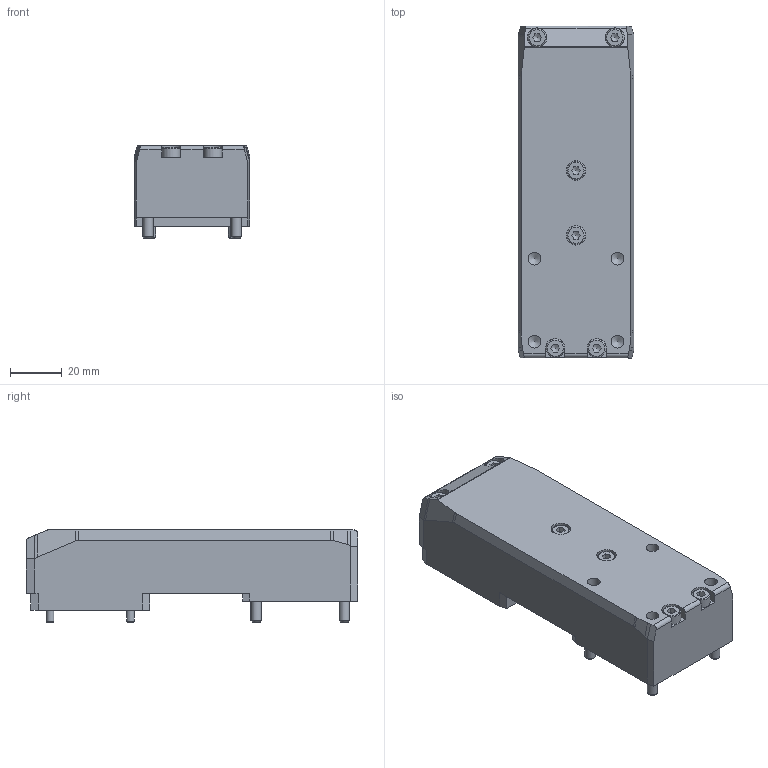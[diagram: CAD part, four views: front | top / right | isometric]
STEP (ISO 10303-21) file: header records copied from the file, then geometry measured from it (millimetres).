
FILE_DESCRIPTION(/* description */ (''),/* implementation_level */ '2;1');
FILE_NAME(/* name */ 'CAD_108264.stp',/* time_stamp */ '2021-01-19T10:29:45+01:00',/* author */ ('Hypex'),/* organization */ ('Hypex'),/* preprocessor_version */ 'ST-DEVELOPER v18',/* originating_system */ 'Autodesk Inventor 2020',/* authorisation */ '');
FILE_SCHEMA (('AUTOMOTIVE_DESIGN { 1 0 10303 214 3 1 1 }'));
Length unit declared in the file: millimetre
Products named in the file (1): CAD_108264
Bounding box: 44.5 x 128 x 35.5 mm (x, y, z)
Volume: 147658.2 mm3; surface area: 27341.3 mm2
Topology: 1 solids, 9 shells, 274 faces, 764 edges, 534 vertices
Faces by surface type: plane 169, cylinder 51, cone 28, torus 18, bspline 8
Full cylindrical faces by diameter (mm): 3 x4, 4 x4, 4.2 x4, 4.917 x4, 5.5 x4, 6.5 x4, 7 x10, 7.5 x8, 22 x1, 34 x1
Entity records: 9125 total; most frequent: CARTESIAN_POINT 1811, ORIENTED_EDGE 1492, DIRECTION 1456, EDGE_CURVE 746, AXIS2_PLACEMENT_3D 545, VERTEX_POINT 534, LINE 366, VECTOR 366
